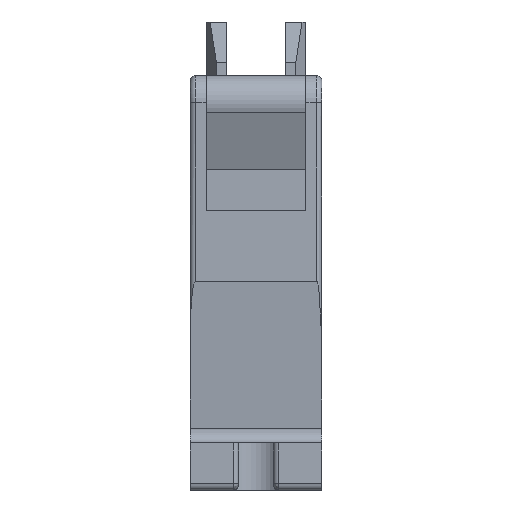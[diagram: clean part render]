
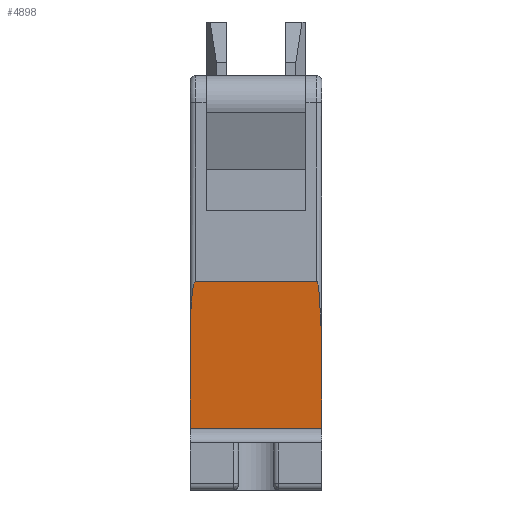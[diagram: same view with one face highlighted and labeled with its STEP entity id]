
A CAD part, front view. The second image highlights one B-rep face of the part: STEP entity #4898.
In plain terms, the highlighted planar face has unit normal (0, -0.996, -0.091).
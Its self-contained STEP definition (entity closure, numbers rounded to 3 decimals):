
#149=DIRECTION('',(0.,0.091,-0.996));
#150=VECTOR('',#149,6.554);
#151=CARTESIAN_POINT('',(0.,-18.7,-8.182));
#152=LINE('',#151,#150);
#398=DIRECTION('',(-1.,0.,0.));
#399=VECTOR('',#398,9.);
#400=CARTESIAN_POINT('',(-0.4,-19.1,-3.8));
#401=LINE('',#400,#399);
#418=CARTESIAN_POINT('',(0.,-18.7,-8.182));
#419=CARTESIAN_POINT('',(0.,-18.736,-7.783));
#420=CARTESIAN_POINT('',(-0.007,-18.79,
-7.193));
#421=CARTESIAN_POINT('',(-0.032,-18.861,
-6.421));
#422=CARTESIAN_POINT('',(-0.059,-18.913,
-5.851));
#423=CARTESIAN_POINT('',(-0.091,-18.955,
-5.384));
#424=CARTESIAN_POINT('',(-0.123,-18.989,
-5.017));
#425=CARTESIAN_POINT('',(-0.151,-19.014,
-4.747));
#426=CARTESIAN_POINT('',(-0.184,-19.038,
-4.481));
#427=CARTESIAN_POINT('',(-0.219,-19.057,
-4.267));
#428=CARTESIAN_POINT('',(-0.253,-19.072,
-4.102));
#429=CARTESIAN_POINT('',(-0.284,-19.083,
-3.983));
#430=CARTESIAN_POINT('',(-0.315,-19.092,
-3.89));
#431=CARTESIAN_POINT('',(-0.353,-19.097,
-3.828));
#432=CARTESIAN_POINT('',(-0.375,-19.1,-3.8));
#433=CARTESIAN_POINT('',(-0.4,-19.1,-3.8));
#435=CARTESIAN_POINT('',(-9.4,-19.1,-3.8));
#436=CARTESIAN_POINT('',(-9.425,-19.1,-3.8));
#437=CARTESIAN_POINT('',(-9.447,-19.097,
-3.828));
#438=CARTESIAN_POINT('',(-9.485,-19.092,
-3.89));
#439=CARTESIAN_POINT('',(-9.516,-19.083,
-3.983));
#440=CARTESIAN_POINT('',(-9.547,-19.072,
-4.102));
#441=CARTESIAN_POINT('',(-9.581,-19.057,
-4.267));
#442=CARTESIAN_POINT('',(-9.616,-19.038,
-4.481));
#443=CARTESIAN_POINT('',(-9.649,-19.014,
-4.747));
#444=CARTESIAN_POINT('',(-9.677,-18.989,
-5.017));
#445=CARTESIAN_POINT('',(-9.709,-18.955,
-5.384));
#446=CARTESIAN_POINT('',(-9.741,-18.913,
-5.851));
#447=CARTESIAN_POINT('',(-9.768,-18.861,
-6.421));
#448=CARTESIAN_POINT('',(-9.793,-18.79,
-7.193));
#449=CARTESIAN_POINT('',(-9.8,-18.736,-7.783));
#450=CARTESIAN_POINT('',(-9.8,-18.7,-8.182));
#452=DIRECTION('',(1.,0.,0.));
#453=VECTOR('',#452,9.8);
#454=CARTESIAN_POINT('',(-9.8,-18.104,-14.709));
#455=LINE('',#454,#453);
#1202=DIRECTION('',(0.,0.091,-0.996));
#1203=VECTOR('',#1202,6.554);
#1204=CARTESIAN_POINT('',(-9.8,-18.7,-8.182));
#1205=LINE('',#1204,#1203);
#3844=CARTESIAN_POINT('',(0.,-18.104,-14.709));
#3846=VERTEX_POINT('',#3844);
#3848=CARTESIAN_POINT('',(-9.8,-18.104,-14.709));
#3850=VERTEX_POINT('',#3848);
#4059=VERTEX_POINT('',#418);
#4060=VERTEX_POINT('',#433);
#4113=VERTEX_POINT('',#435);
#4114=VERTEX_POINT('',#450);
#4882=CARTESIAN_POINT('',(-10.78,-19.1,-3.8));
#4883=DIRECTION('',(0.,0.996,0.091));
#4884=DIRECTION('',(0.,0.091,-0.996));
#4885=AXIS2_PLACEMENT_3D('',#4882,#4883,#4884);
#4886=PLANE('',#4885);
#4887=ORIENTED_EDGE('',*,*,#4874,.F.);
#4888=ORIENTED_EDGE('',*,*,#4574,.T.);
#4890=ORIENTED_EDGE('',*,*,#4889,.F.);
#4892=ORIENTED_EDGE('',*,*,#4891,.F.);
#4894=ORIENTED_EDGE('',*,*,#4893,.F.);
#4895=ORIENTED_EDGE('',*,*,#4853,.F.);
#4896=EDGE_LOOP('',(#4887,#4888,#4890,#4892,#4894,#4895));
#4897=FACE_OUTER_BOUND('',#4896,.F.);
#4898=ADVANCED_FACE('',(#4897),#4886,.F.);
#434=B_SPLINE_CURVE_WITH_KNOTS('',3,(#418,#419,#420,#421,#422,#423,#424,#425,
#426,#427,#428,#429,#430,#431,#432,#433),.UNSPECIFIED.,.F.,.F.,(4,1,1,1,1,1,1,1,
1,1,1,1,1,4),(0.,0.25,0.375,0.5,0.625,0.688,0.75,0.813,
0.875,0.906,0.938,0.969,0.984,1.),.UNSPECIFIED.);
#451=B_SPLINE_CURVE_WITH_KNOTS('',3,(#435,#436,#437,#438,#439,#440,#441,#442,
#443,#444,#445,#446,#447,#448,#449,#450),.UNSPECIFIED.,.F.,.F.,(4,1,1,1,1,1,1,1,
1,1,1,1,1,4),(0.,0.016,0.031,0.063,0.094,0.125,0.188,0.25,
0.313,0.375,0.5,0.625,0.75,1.),.UNSPECIFIED.);
#4574=EDGE_CURVE('',#4059,#3846,#152,.T.);
#4853=EDGE_CURVE('',#4060,#4113,#401,.T.);
#4874=EDGE_CURVE('',#4059,#4060,#434,.T.);
#4889=EDGE_CURVE('',#3850,#3846,#455,.T.);
#4891=EDGE_CURVE('',#4114,#3850,#1205,.T.);
#4893=EDGE_CURVE('',#4113,#4114,#451,.T.);
